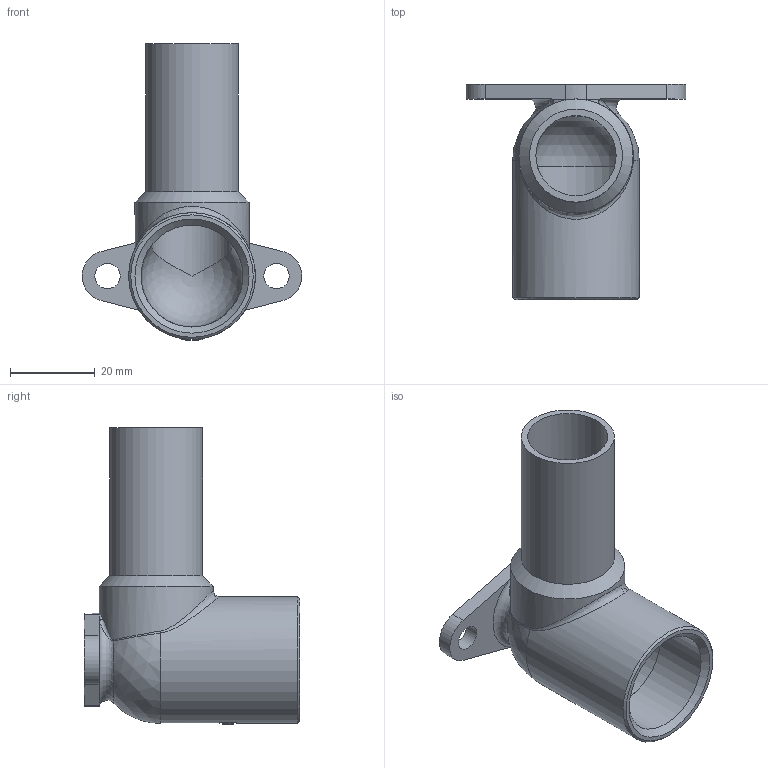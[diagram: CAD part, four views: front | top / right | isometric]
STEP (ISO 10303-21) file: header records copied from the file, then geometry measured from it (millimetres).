
FILE_DESCRIPTION(/* description */ ('GOMITI C/FLANGIA 90''MF 22x3/4"'),/* implementation_level */ '2;1');
FILE_NAME(/* name */ '185304022M_Inoxpres.stp',/* time_stamp */ '2022-10-11T14:56:15+02:00',/* author */ ('Vault'),/* organization */ ('Raccorderie metalliche s.p.a. '),/* preprocessor_version */ 'ST-DEVELOPER v18.1',/* originating_system */ 'Autodesk Inventor 2020',/* authorisation */ 'Raccorderie metalliche s.p.a. ');
FILE_SCHEMA (('AUTOMOTIVE_DESIGN { 1 0 10303 214 3 1 1 }'));
Length unit declared in the file: millimetre
Products named in the file (1): 185304022M_Inoxpres
Bounding box: 52 x 51 x 70.2 mm (x, y, z)
Volume: 20042.3 mm3; surface area: 14826 mm2
Topology: 3 solids, 3 shells, 76 faces, 209 edges, 138 vertices
Faces by surface type: plane 31, bspline 21, cylinder 17, cone 4, sphere 2, torus 1
Full cylindrical faces by diameter (mm): 6 x2, 19 x1, 22 x1, 24.1 x1, 24.117 x1, 27 x1, 30 x1
Entity records: 6109 total; most frequent: CARTESIAN_POINT 4306, ORIENTED_EDGE 414, DIRECTION 284, EDGE_CURVE 207, VERTEX_POINT 138, AXIS2_PLACEMENT_3D 104, EDGE_LOOP 85, B_SPLINE_CURVE_WITH_KNOTS 83
